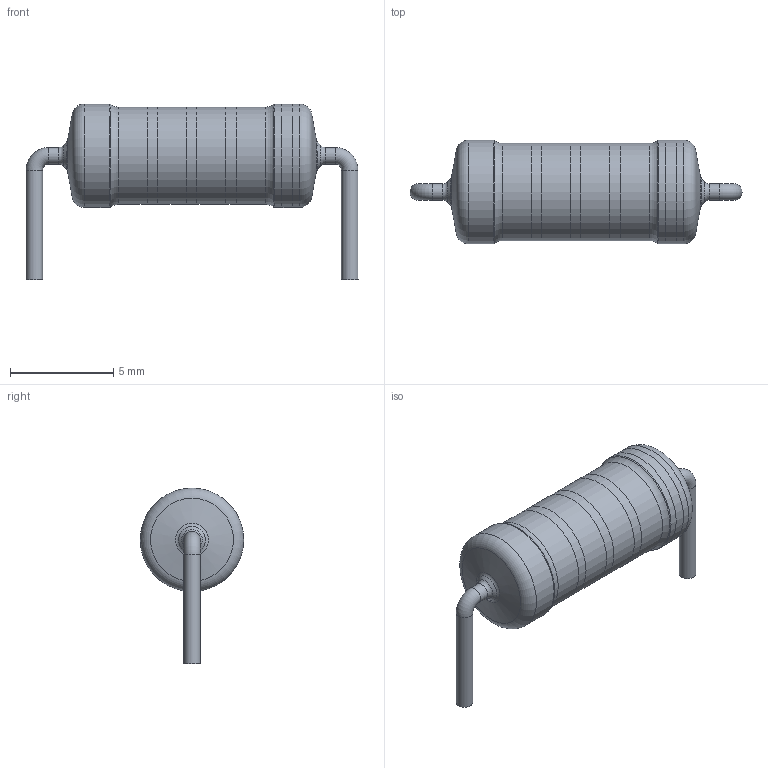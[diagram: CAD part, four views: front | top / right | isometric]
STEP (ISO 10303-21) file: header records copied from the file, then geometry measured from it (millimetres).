
FILE_DESCRIPTION(('STEP AP214'), '1');
FILE_NAME('RES-1W-H-MF', '', ('UNSPECIFIED'), ('UNSPECIFIED'), 'ASCON STEP Converter 1.3', 'ASCON Math Kernel', '');
FILE_SCHEMA(('AUTOMOTIVE_DESIGN { 1 0 10303 214 3 1 1}'));
Length unit declared in the file: millimetre
Bounding box: 16.04 x 5 x 8.5 mm (x, y, z)
Volume: 218 mm3; surface area: 245.1 mm2
Topology: 3 solids, 3 shells, 37 faces, 65 edges, 34 vertices
Faces by surface type: cylinder 15, torus 12, plane 6, cone 4
Full cylindrical faces by diameter (mm): 0.8 x4, 4.7 x7, 5 x4
Entity records: 1066 total; most frequent: DIRECTION 144, CARTESIAN_POINT 106, AXIS2_PLACEMENT_3D 72, EDGE_LOOP 68, ORIENTED_EDGE 68, FACE_OUTER_BOUND 62, COLOUR_RGB 40, FILL_AREA_STYLE_COLOUR 40
